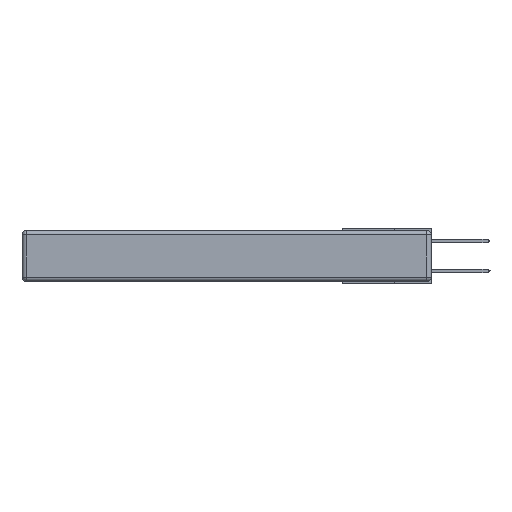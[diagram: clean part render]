
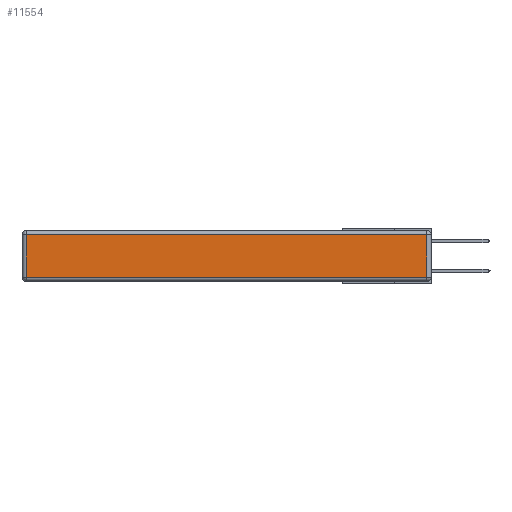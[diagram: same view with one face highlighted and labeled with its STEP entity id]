
A CAD part, left-side view. The second image highlights one B-rep face of the part: STEP entity #11554.
In plain terms, the highlighted planar face has unit normal (-1, 0, 0).
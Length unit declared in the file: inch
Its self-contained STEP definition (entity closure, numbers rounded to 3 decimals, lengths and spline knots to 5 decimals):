
#629 = LINE ( 'NONE', #1630, #9544 ) ;
#795 = EDGE_CURVE ( 'NONE', #8306, #2011, #10102, .T. ) ;
#975 = DIRECTION ( 'NONE',  ( 0., -1., 0. ) ) ;
#1133 = ORIENTED_EDGE ( 'NONE', *, *, #8745, .T. ) ;
#1480 = FACE_OUTER_BOUND ( 'NONE', #5771, .T. ) ;
#1630 = CARTESIAN_POINT ( 'NONE',  ( 0., 2.72, -0.343 ) ) ;
#1847 = EDGE_CURVE ( 'NONE', #2934, #1905, #9731, .T. ) ;
#1866 = VECTOR ( 'NONE', #975, 39.37008 ) ;
#1905 = VERTEX_POINT ( 'NONE', #9002 ) ;
#2011 = VERTEX_POINT ( 'NONE', #11817 ) ;
#2606 = DIRECTION ( 'NONE',  ( 0., 0., -1. ) ) ;
#2934 = VERTEX_POINT ( 'NONE', #8634 ) ;
#3088 = CARTESIAN_POINT ( 'NONE',  ( 0., 0.03, -0.03 ) ) ;
#3625 = LINE ( 'NONE', #10019, #5323 ) ;
#4461 = DIRECTION ( 'NONE',  ( 0., 1., 0. ) ) ;
#4893 = CARTESIAN_POINT ( 'NONE',  ( 0., 0., -0.313 ) ) ;
#5323 = VECTOR ( 'NONE', #11050, 39.37008 ) ;
#5399 = AXIS2_PLACEMENT_3D ( 'NONE', #7679, #7636, #11580 ) ;
#5771 = EDGE_LOOP ( 'NONE', ( #8904, #8632, #8948, #1133 ) ) ;
#5859 = CARTESIAN_POINT ( 'NONE',  ( 0., 2.75, -0.03 ) ) ;
#7636 = DIRECTION ( 'NONE',  ( -1., 0., 0. ) ) ;
#7679 = CARTESIAN_POINT ( 'NONE',  ( 0., 0., -0.343 ) ) ;
#8306 = VERTEX_POINT ( 'NONE', #3088 ) ;
#8632 = ORIENTED_EDGE ( 'NONE', *, *, #11752, .T. ) ;
#8634 = CARTESIAN_POINT ( 'NONE',  ( 0., 2.72, -0.313 ) ) ;
#8745 = EDGE_CURVE ( 'NONE', #2011, #2934, #629, .T. ) ;
#8904 = ORIENTED_EDGE ( 'NONE', *, *, #1847, .T. ) ;
#8948 = ORIENTED_EDGE ( 'NONE', *, *, #795, .T. ) ;
#9002 = CARTESIAN_POINT ( 'NONE',  ( 0., 0.03, -0.313 ) ) ;
#9544 = VECTOR ( 'NONE', #2606, 39.37008 ) ;
#9731 = LINE ( 'NONE', #4893, #1866 ) ;
#10019 = CARTESIAN_POINT ( 'NONE',  ( 0., 0.03, -0.343 ) ) ;
#10102 = LINE ( 'NONE', #5859, #12259 ) ;
#11050 = DIRECTION ( 'NONE',  ( 0., 0., 1. ) ) ;
#11554 = ADVANCED_FACE ( 'NONE', ( #1480 ), #12571, .T. ) ;
#11580 = DIRECTION ( 'NONE',  ( 0., 0., 1. ) ) ;
#11752 = EDGE_CURVE ( 'NONE', #1905, #8306, #3625, .T. ) ;
#11817 = CARTESIAN_POINT ( 'NONE',  ( 0., 2.72, -0.03 ) ) ;
#12259 = VECTOR ( 'NONE', #4461, 39.37008 ) ;
#12571 = PLANE ( 'NONE',  #5399 ) ;
